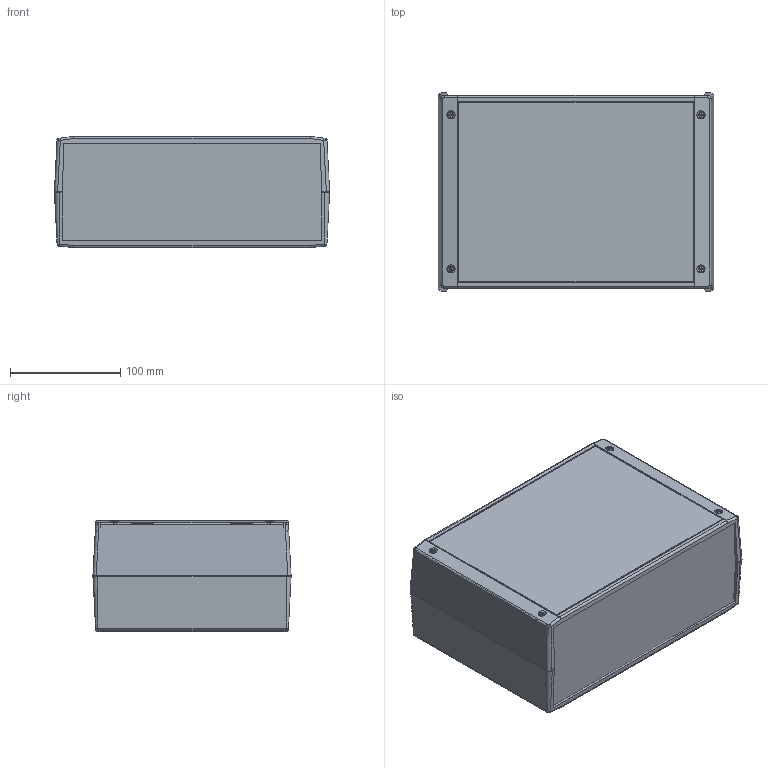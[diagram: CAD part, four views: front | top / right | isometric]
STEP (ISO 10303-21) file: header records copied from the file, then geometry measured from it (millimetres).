
FILE_DESCRIPTION((''),'2;1');
FILE_NAME('RM2095L.stp','2008-07-08T08:41:17',('tmalott'),(''),'Autodesk Inventor 2009','Autodesk Inventor 2009','');
FILE_SCHEMA(('AUTOMOTIVE_DESIGN { 1 0 10303 214 1 1 1 1 }'));
Length unit declared in the file: millimetre
Products named in the file (7): RM2095L - SCREWS; 2095L-p-02A; 2095L-p-01A; 2095L-T 950803A; 2095L-B-01A; Cross Recessed Flat Countersunk Head Tapping Screw - Type F - Type I - Metric M3x0.5 x 16; PLATE 2095L
Assembly tree (9 placements, depth 2):
  RM2095L - SCREWS
    2095L-p-02A
    2095L-p-01A
    2095L-T 950803A
    2095L-B-01A
    Cross Recessed Flat Countersunk Head Tapping Screw - Type F - Type I - Metric M3x0.5 x 16  x4
    PLATE 2095L
Bounding box: 250 x 180 x 101 mm (x, y, z)
Volume: 527068.9 mm3; surface area: 453234.9 mm2
Topology: 9 solids, 9 shells, 574 faces, 1472 edges, 954 vertices
Faces by surface type: plane 364, cone 90, cylinder 82, torus 16, bspline 14, sphere 8
Full cylindrical faces by diameter (mm): 3 x4, 3.5 x12, 5 x8, 5.2 x4, 9 x8
Entity records: 14989 total; most frequent: CARTESIAN_POINT 3107, DIRECTION 2422, ORIENTED_EDGE 2310, EDGE_CURVE 1155, AXIS2_PLACEMENT_3D 816, VECTOR 790, LINE 790, VERTEX_POINT 789
